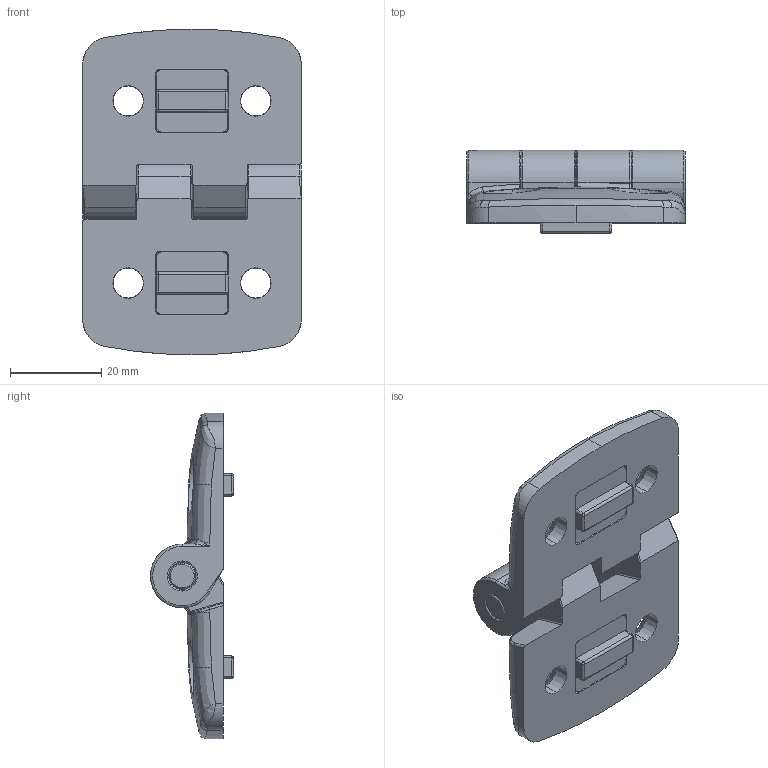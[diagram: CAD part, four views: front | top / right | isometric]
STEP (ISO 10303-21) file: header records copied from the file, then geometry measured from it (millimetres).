
FILE_DESCRIPTION(('STEP AP214'),'1');
FILE_NAME('fath_095a3535f.stp','2017-06-05T21:03:31',('TraceParts'),('TraceParts S.A.'),'Spatial InterOp 3D',' ',' ');
FILE_SCHEMA(('automotive_design'));
Length unit declared in the file: millimetre
Products named in the file (5): fath_095a3535f_1; fath_095a3535f_2; fath_095a3535f_3; fath_095a3535f_4; fath_095a3535f_5
Bounding box: 48 x 18.25 x 71.5 mm (x, y, z)
Volume: 24099.9 mm3; surface area: 13859 mm2
Topology: 5 solids, 5 shells, 678 faces, 1680 edges, 978 vertices
Faces by surface type: plane 250, cylinder 194, torus 80, bspline 76, cone 62, sphere 16
Entity records: 29429 total; most frequent: CARTESIAN_POINT 8715, ORIENTED_EDGE 3284, DIRECTION 3088, EDGE_CURVE 1642, AXIS2_PLACEMENT_3D 1195, VERTEX_POINT 978, EDGE_LOOP 698, LINE 698
